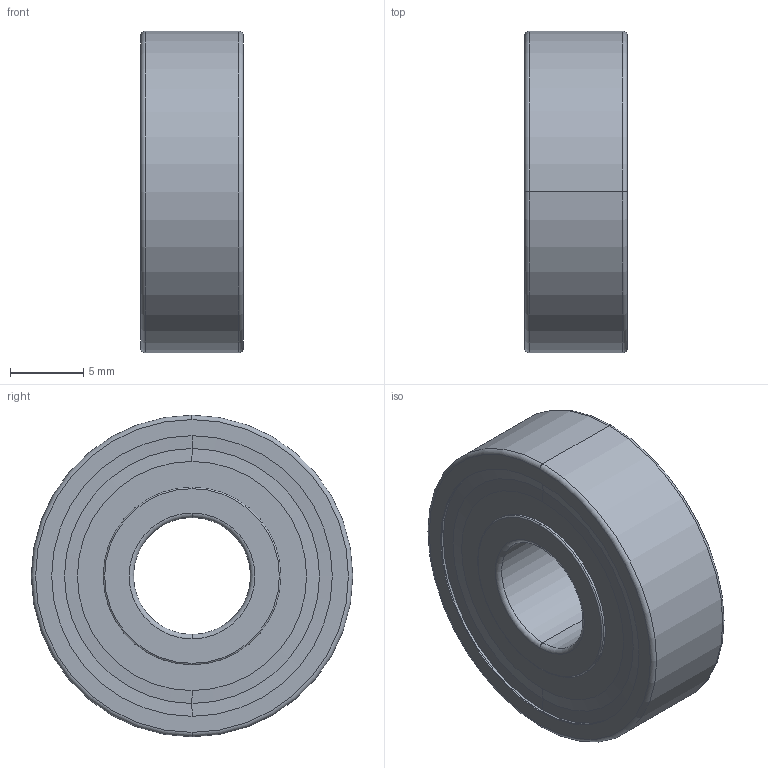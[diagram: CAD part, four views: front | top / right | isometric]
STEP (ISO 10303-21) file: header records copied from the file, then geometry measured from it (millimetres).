
FILE_DESCRIPTION (( 'STEP AP214' ), '1' );
FILE_NAME ('SKF_608-2ZZ.STEP', '2021-09-02T08:25:05', ( '' ), ( '' ), 'SwSTEP 2.0', 'SolidWorks 2021', '' );
FILE_SCHEMA (( 'AUTOMOTIVE_DESIGN' ));
Length unit declared in the file: millimetre
Products named in the file (1): SKF_608-2ZZ
Bounding box: 7 x 22 x 22 mm (x, y, z)
Volume: 1524.8 mm3; surface area: 2780.9 mm2
Topology: 9 solids, 9 shells, 88 faces, 197 edges, 117 vertices
Faces by surface type: cylinder 24, torus 22, cone 20, sphere 14, plane 8
Entity records: 3278 total; most frequent: DIRECTION 458, CARTESIAN_POINT 347, ORIENTED_EDGE 324, AXIS2_PLACEMENT_3D 207, EDGE_CURVE 162, CIRCLE 118, UNCERTAINTY_MEASURE_WITH_UNIT 99, SURFACE_STYLE_FILL_AREA 98
